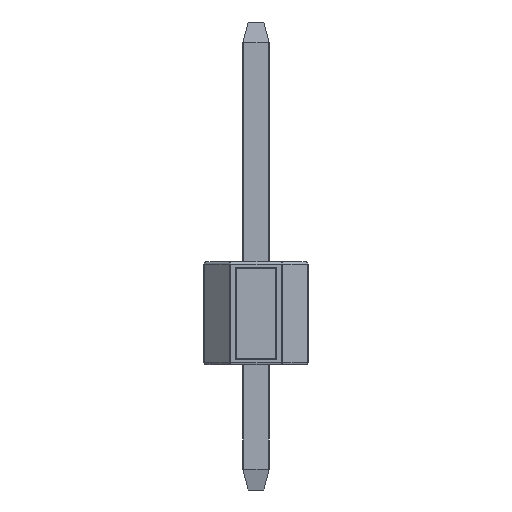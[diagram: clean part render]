
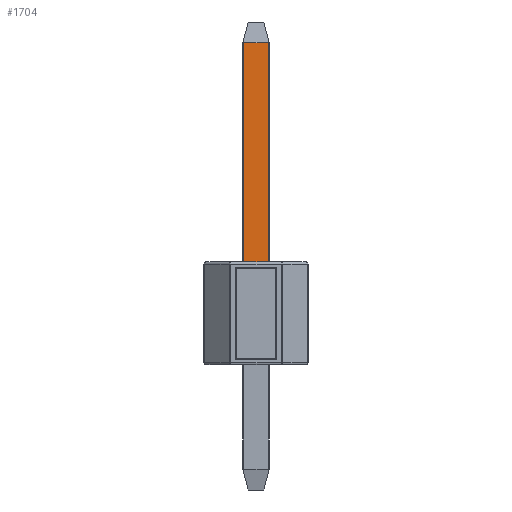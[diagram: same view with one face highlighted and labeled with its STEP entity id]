
A CAD part, left-side view. The second image highlights one B-rep face of the part: STEP entity #1704.
In plain terms, the highlighted planar face has unit normal (-1, 0, 0).
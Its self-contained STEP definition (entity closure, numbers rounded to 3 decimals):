
#355=FACE_OUTER_BOUND('',#449,.T.);
#449=EDGE_LOOP('',(#1394,#1395,#1396,#1397));
#558=LINE('',#2808,#698);
#581=LINE('',#2856,#721);
#582=LINE('',#2858,#722);
#583=LINE('',#2859,#723);
#698=VECTOR('',#2300,10.);
#721=VECTOR('',#2351,10.);
#722=VECTOR('',#2352,10.);
#723=VECTOR('',#2353,10.);
#762=VERTEX_POINT('',#2549);
#765=VERTEX_POINT('',#2556);
#844=VERTEX_POINT('',#2855);
#845=VERTEX_POINT('',#2857);
#1014=EDGE_CURVE('',#765,#762,#558,.T.);
#1037=EDGE_CURVE('',#844,#762,#581,.T.);
#1038=EDGE_CURVE('',#845,#844,#582,.T.);
#1039=EDGE_CURVE('',#765,#845,#583,.T.);
#1394=ORIENTED_EDGE('',*,*,#1014,.T.);
#1395=ORIENTED_EDGE('',*,*,#1037,.F.);
#1396=ORIENTED_EDGE('',*,*,#1038,.F.);
#1397=ORIENTED_EDGE('',*,*,#1039,.F.);
#1527=PLANE('',#1904);
#1704=ADVANCED_FACE('',(#355),#1527,.T.);
#1904=AXIS2_PLACEMENT_3D('',#2854,#2349,#2350);
#2300=DIRECTION('',(0.,-1.,0.));
#2349=DIRECTION('center_axis',(-1.,0.,0.));
#2350=DIRECTION('ref_axis',(0.,0.,1.));
#2351=DIRECTION('',(0.,0.,-1.));
#2352=DIRECTION('',(0.,-1.,0.));
#2353=DIRECTION('',(0.,0.,1.));
#2549=CARTESIAN_POINT('',(-0.32,-0.297,2.5));
#2556=CARTESIAN_POINT('',(-0.32,0.292,2.5));
#2808=CARTESIAN_POINT('',(-0.32,-0.003,2.5));
#2854=CARTESIAN_POINT('Origin',(-0.32,-0.003,2.645));
#2855=CARTESIAN_POINT('',(-0.32,-0.297,7.832));
#2856=CARTESIAN_POINT('',(-0.32,-0.297,5.493));
#2857=CARTESIAN_POINT('',(-0.32,0.292,7.832));
#2858=CARTESIAN_POINT('',(-0.32,0.158,7.832));
#2859=CARTESIAN_POINT('',(-0.32,0.292,-0.202));
